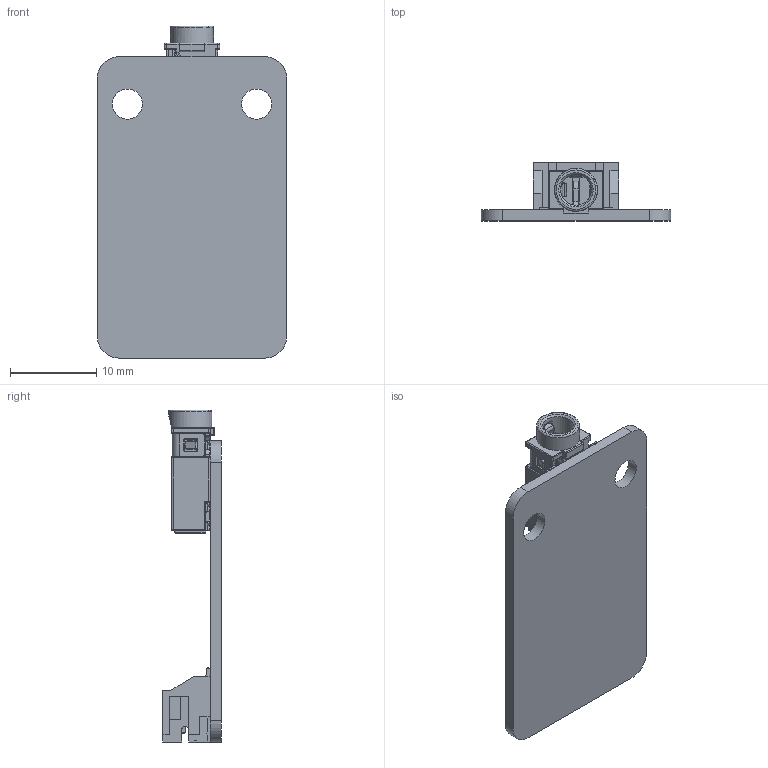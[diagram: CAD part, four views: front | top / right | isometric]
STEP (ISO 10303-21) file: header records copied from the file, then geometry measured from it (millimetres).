
FILE_DESCRIPTION(/* description */ ('STEP AP242','CAx-IF Rec.Pracs.---Representation and Presentation of Product Manufacturing Information (PMI)---4.0---2014-10-13','CAx-IF Rec.Pracs.---3D Tessellated Geometry---0.4---2014-09-14','2;1','CAx-IF Rec.Pracs.---User Defined Attributes---1.5---2016-08-15'),/* implementation_level */ '2;1');
FILE_NAME(/* name */ '6912f84577bda93ca5adef52',/* time_stamp */ '2025-11-11T08:48:06Z',/* author */ (''),/* organization */ (''),/* preprocessor_version */ 'ST-DEVELOPER v20',/* originating_system */ 'ONSHAPE BY PTC INC, 1.206',/* authorisation */ ' ');
FILE_SCHEMA (('AP242_MANAGED_MODEL_BASED_3D_ENGINEERING_MIM_LF { 1 0 10303 442 1 1 4 }'));
Length unit declared in the file: metre
Products named in the file (14): amplifier_emg; audio_jack <1>; 006^PJ311D_WOPos; 007^PJ311D_WOPos; 002^PJ311D_WOPos; 003^PJ311D_WOPos; 001^PJ311D_WOPos; 004^PJ311D_WOPos; 005^PJ311D_WOPos; Part 1; ph2_3p_connector <1>; JST-S3B-PH-SM4-TB
Assembly tree (13 placements, depth 3):
  amplifier_emg
    audio_jack <1>
      006^PJ311D_WOPos
      007^PJ311D_WOPos
      002^PJ311D_WOPos
      003^PJ311D_WOPos
      001^PJ311D_WOPos
      004^PJ311D_WOPos
      005^PJ311D_WOPos
    Part 1
    ph2_3p_connector <1>
      JST-S3B-PH-SM4-TB
      JST-S3B-PH-SM4-TB
      JST-S3B-PH-SM4-TB
Bounding box: 22 x 6.8 x 38.58 mm (x, y, z)
Volume: 1363.1 mm3; surface area: 3053.1 mm2
Topology: 11 solids, 11 shells, 1391 faces, 3388 edges, 2004 vertices
Faces by surface type: cylinder 528, plane 460, torus 302, bspline 91, sphere 9, cone 1
Full cylindrical faces by diameter (mm): 0.1 x1, 1.1 x1, 3.5 x2, 3.6 x1, 5 x1
Entity records: 43536 total; most frequent: CARTESIAN_POINT 8980, DIRECTION 7241, ORIENTED_EDGE 6728, EDGE_CURVE 3364, AXIS2_PLACEMENT_3D 2755, VERTEX_POINT 2002, LINE 1731, VECTOR 1731
